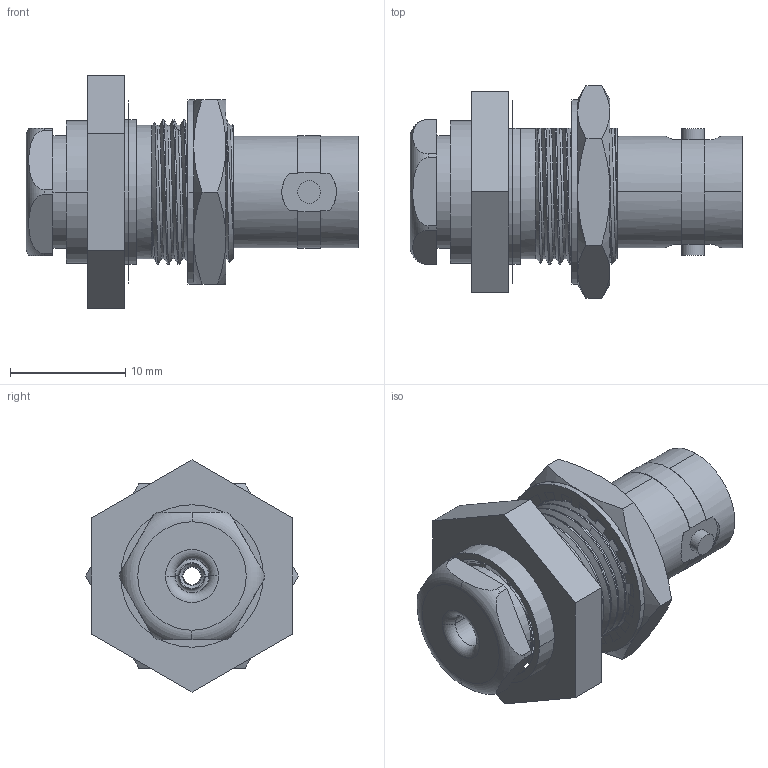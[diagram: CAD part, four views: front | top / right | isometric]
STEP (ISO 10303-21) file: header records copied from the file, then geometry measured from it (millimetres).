
FILE_DESCRIPTION((''),'2;1');
FILE_NAME('000-86350','2014-04-14T',('Mohan'),(''),'PRO/ENGINEER BY PARAMETRIC TECHNOLOGY CORPORATION, 2010100','PRO/ENGINEER BY PARAMETRIC TECHNOLOGY CORPORATION, 2010100','');
FILE_SCHEMA(('CONFIG_CONTROL_DESIGN'));
Length unit declared in the file: millimetre
Products named in the file (1): 000-86350
Bounding box: 28.83 x 18.48 x 20.15 mm (x, y, z)
Surface area: 2707.2 mm2 (no closed solid volume)
Topology: 0 solids, 16 shells, 156 faces, 523 edges, 381 vertices
Faces by surface type: cylinder 44, plane 39, bspline 34, cone 29, torus 10
Entity records: 15885 total; most frequent: CARTESIAN_POINT 11550, ORIENTED_EDGE 866, DIRECTION 824, EDGE_CURVE 523, VERTEX_POINT 381, AXIS2_PLACEMENT_3D 319, CIRCLE 197, VECTOR 186
